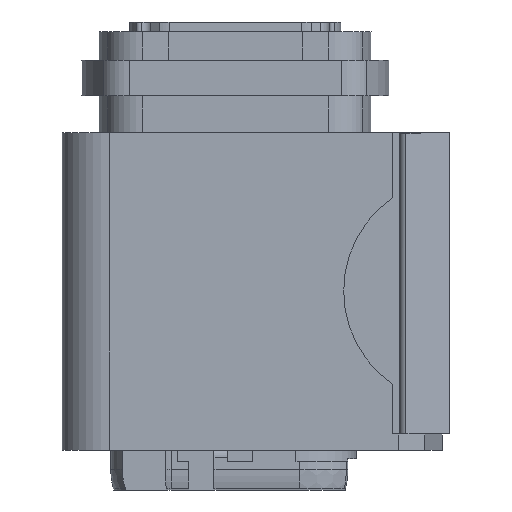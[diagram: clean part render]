
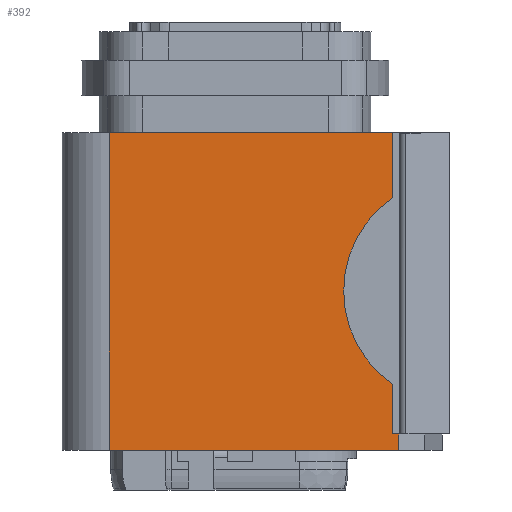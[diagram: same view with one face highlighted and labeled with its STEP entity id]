
A CAD part, left-side view. The second image highlights one B-rep face of the part: STEP entity #392.
In plain terms, the highlighted planar face has unit normal (-1, 0, 0).
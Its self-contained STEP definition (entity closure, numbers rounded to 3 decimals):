
#188=CIRCLE('',#7350,7.7);
#392=ADVANCED_FACE('',(#1055),#772,.F.);
#772=PLANE('',#7351);
#1055=FACE_OUTER_BOUND('',#1426,.T.);
#1426=EDGE_LOOP('',(#1969,#1970,#1971,#1972,#1973,#1974,#1975,#1976));
#1969=ORIENTED_EDGE('',*,*,#4760,.T.);
#1970=ORIENTED_EDGE('',*,*,#4761,.T.);
#1971=ORIENTED_EDGE('',*,*,#4762,.T.);
#1972=ORIENTED_EDGE('',*,*,#4751,.F.);
#1973=ORIENTED_EDGE('',*,*,#4763,.F.);
#1974=ORIENTED_EDGE('',*,*,#4764,.F.);
#1975=ORIENTED_EDGE('',*,*,#4765,.F.);
#1976=ORIENTED_EDGE('',*,*,#4766,.T.);
#4055=VERTEX_POINT('',#10213);
#4057=VERTEX_POINT('',#10216);
#4065=VERTEX_POINT('',#10234);
#4066=VERTEX_POINT('',#10235);
#4067=VERTEX_POINT('',#10237);
#4068=VERTEX_POINT('',#10240);
#4069=VERTEX_POINT('',#10242);
#4070=VERTEX_POINT('',#10244);
#4751=EDGE_CURVE('',#4055,#4057,#5795,.T.);
#4760=EDGE_CURVE('',#4065,#4066,#5802,.T.);
#4761=EDGE_CURVE('',#4066,#4067,#5803,.T.);
#4762=EDGE_CURVE('',#4067,#4057,#5804,.T.);
#4763=EDGE_CURVE('',#4068,#4055,#5805,.T.);
#4764=EDGE_CURVE('',#4069,#4068,#5806,.T.);
#4765=EDGE_CURVE('',#4070,#4069,#5807,.T.);
#4766=EDGE_CURVE('',#4070,#4065,#188,.T.);
#5795=LINE('',#10215,#6631);
#5802=LINE('',#10233,#6638);
#5803=LINE('',#10236,#6639);
#5804=LINE('',#10238,#6640);
#5805=LINE('',#10239,#6641);
#5806=LINE('',#10241,#6642);
#5807=LINE('',#10243,#6643);
#6631=VECTOR('',#8092,1.);
#6638=VECTOR('',#8105,1.);
#6639=VECTOR('',#8106,1.);
#6640=VECTOR('',#8107,1.);
#6641=VECTOR('',#8108,1.);
#6642=VECTOR('',#8109,1.);
#6643=VECTOR('',#8110,1.);
#7350=AXIS2_PLACEMENT_3D('',#10245,#8111,#8112);
#7351=AXIS2_PLACEMENT_3D('',#10246,#8113,#8114);
#8092=DIRECTION('',(0.,1.,0.));
#8105=DIRECTION('',(0.,0.,1.));
#8106=DIRECTION('',(0.,1.,0.));
#8107=DIRECTION('',(0.,0.,-1.));
#8108=DIRECTION('',(0.,0.,-1.));
#8109=DIRECTION('',(0.,-1.,0.));
#8110=DIRECTION('',(0.,0.,-1.));
#8111=DIRECTION('',(1.,0.,0.));
#8112=DIRECTION('',(0.,0.,-1.));
#8113=DIRECTION('',(1.,0.,0.));
#8114=DIRECTION('',(0.,0.,-1.));
#10213=CARTESIAN_POINT('',(-9.45,-11.1,-0.5));
#10215=CARTESIAN_POINT('',(-9.45,11.75,-0.5));
#10216=CARTESIAN_POINT('',(-9.45,8.55,-0.5));
#10233=CARTESIAN_POINT('',(-9.45,-10.65,21.05));
#10234=CARTESIAN_POINT('',(-9.45,-10.65,16.619));
#10235=CARTESIAN_POINT('',(-9.45,-10.65,21.05));
#10236=CARTESIAN_POINT('',(-9.45,-0.05,21.05));
#10237=CARTESIAN_POINT('',(-9.45,8.55,21.05));
#10238=CARTESIAN_POINT('',(-9.45,8.55,21.05));
#10239=CARTESIAN_POINT('',(-9.45,-11.1,21.05));
#10240=CARTESIAN_POINT('',(-9.45,-11.1,0.6));
#10241=CARTESIAN_POINT('',(-9.45,-11.85,0.6));
#10242=CARTESIAN_POINT('',(-9.45,-10.65,0.6));
#10243=CARTESIAN_POINT('',(-9.45,-10.65,21.05));
#10244=CARTESIAN_POINT('',(-9.45,-10.65,3.981));
#10245=CARTESIAN_POINT('',(-9.45,-15.05,10.3));
#10246=CARTESIAN_POINT('',(-9.45,2.847,17.865));
